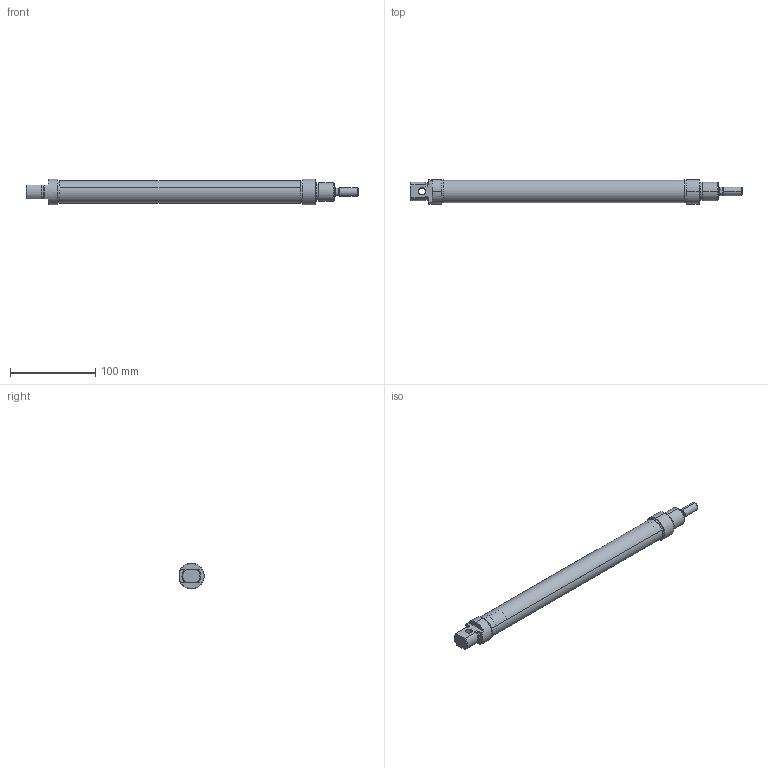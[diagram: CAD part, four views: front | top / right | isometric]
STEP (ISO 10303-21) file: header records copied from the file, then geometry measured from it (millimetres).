
FILE_DESCRIPTION (( 'STEP AP214' ), '1' );
FILE_NAME ('PMY 25-250 CYLINDER.STEP', '2010-08-05T08:05:12', ( '' ), ( '' ), 'SwSTEP 2.0', 'SolidWorks 2010', '' );
FILE_SCHEMA (( 'AUTOMOTIVE_DESIGN' ));
Length unit declared in the file: millimetre
Products named in the file (5): 25  Boru; 25 Miller; PMY  25-250 CYLINDER; PMY (Yastýklý)      25   ARKA KAPAK; PMY (Yastýklý)      25  ÖN  KAPAK
Assembly tree (4 placements, depth 2):
  PMY  25-250 CYLINDER
    25  Boru
    PMY (Yastýklý)      25   ARKA KAPAK
    PMY (Yastýklý)      25  ÖN  KAPAK
    25 Miller
Bounding box: 390 x 28.5 x 30 mm (x, y, z)
Volume: 90214.3 mm3; surface area: 71285.8 mm2
Topology: 4 solids, 4 shells, 146 faces, 337 edges, 213 vertices
Faces by surface type: cylinder 57, plane 46, cone 43
Entity records: 4723 total; most frequent: CARTESIAN_POINT 983, DIRECTION 762, ORIENTED_EDGE 674, EDGE_CURVE 337, AXIS2_PLACEMENT_3D 313, VERTEX_POINT 213, EDGE_LOOP 168, CIRCLE 160
